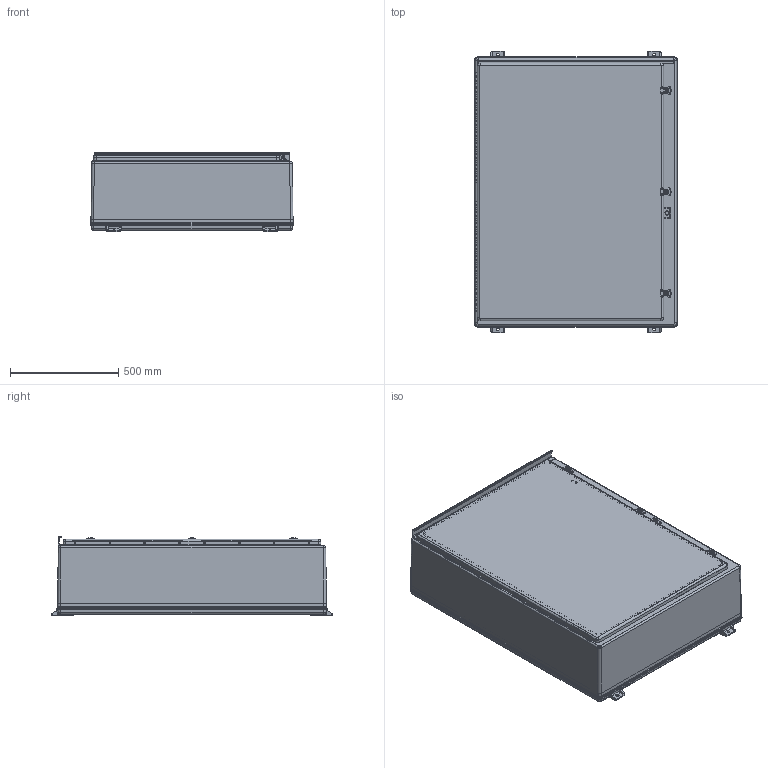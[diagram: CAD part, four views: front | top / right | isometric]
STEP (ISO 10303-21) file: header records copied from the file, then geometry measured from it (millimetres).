
FILE_DESCRIPTION (( 'STEP AP214' ), '1' );
FILE_NAME ('T483612RT.STEP', '2018-11-08T14:48:52', ( '' ), ( '' ), 'SwSTEP 2.0', 'SolidWorks 2018', '' );
FILE_SCHEMA (( 'AUTOMOTIVE_DESIGN' ));
Length unit declared in the file: inch
Products named in the file (1): T483612RT
Bounding box: 941.39 x 1302.54 x 367.13 mm (x, y, z)
Volume: 21944182 mm3; surface area: 8411028.3 mm2
Topology: 62 solids, 62 shells, 1702 faces, 4191 edges, 2615 vertices
Faces by surface type: cylinder 692, plane 671, bspline 254, torus 47, cone 38
Full cylindrical faces by diameter (mm): 1.587 x12, 1.651 x19, 3.175 x82, 3.302 x75, 3.429 x6, 3.5 x6, 3.556 x12, 3.683 x2, 3.969 x6, 4.762 x6, 5.08 x6, 5.105 x1, 5.11 x1, 6.35 x1, 7.137 x4, 7.544 x19, 8.64 x2, 10.312 x1, 12.954 x2, 12.959 x2, 14.3 x8
Entity records: 87414 total; most frequent: CARTESIAN_POINT 26539, DIRECTION 7484, ORIENTED_EDGE 7484, EDGE_CURVE 3742, AXIS2_PLACEMENT_3D 2795, VERTEX_POINT 2565, EDGE_LOOP 2509, FACE_OUTER_BOUND 2045
